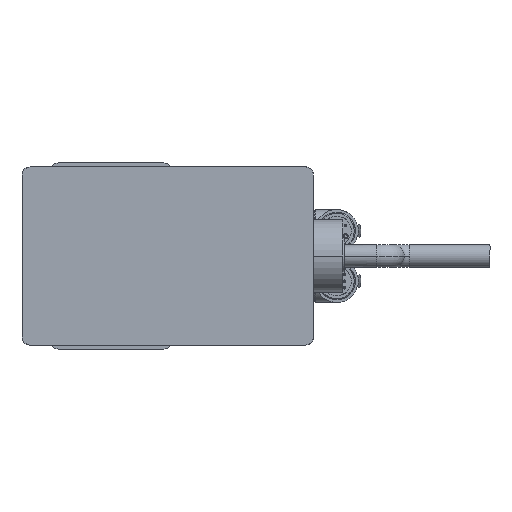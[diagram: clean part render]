
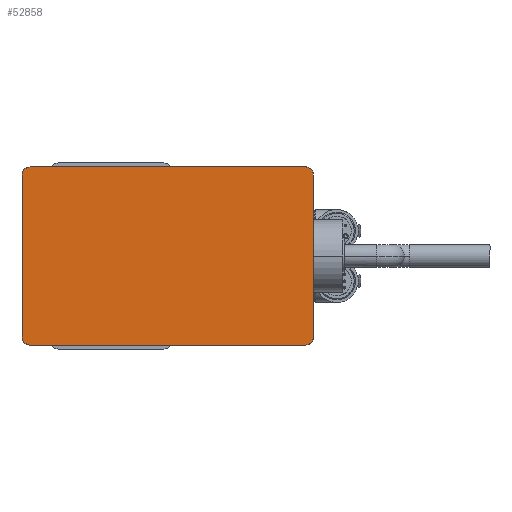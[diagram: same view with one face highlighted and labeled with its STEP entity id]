
A CAD part, front view. The second image highlights one B-rep face of the part: STEP entity #52858.
In plain terms, the highlighted face is planar.
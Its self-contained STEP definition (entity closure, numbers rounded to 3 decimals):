
#105 = DIRECTION ( 'NONE',  ( 0., 1., 0. ) ) ;
#1049 = CARTESIAN_POINT ( 'NONE',  ( 55., 120., -83. ) ) ;
#2453 = EDGE_CURVE ( 'NONE', #20427, #42924, #53760, .T. ) ;
#3231 = CARTESIAN_POINT ( 'NONE',  ( 55., -50., -83. ) ) ;
#3559 = CARTESIAN_POINT ( 'NONE',  ( -50., 120., -83. ) ) ;
#5630 = LINE ( 'NONE', #59040, #28696 ) ;
#7910 = DIRECTION ( 'NONE',  ( -1., 0., 0. ) ) ;
#9060 = DIRECTION ( 'NONE',  ( -1., 0., 0. ) ) ;
#9196 = CARTESIAN_POINT ( 'NONE',  ( -50., 125., -83. ) ) ;
#9610 = EDGE_CURVE ( 'NONE', #37575, #34131, #9665, .T. ) ;
#9665 = CIRCLE ( 'NONE', #33486, 5. ) ;
#11365 = ORIENTED_EDGE ( 'NONE', *, *, #9610, .T. ) ;
#12571 = DIRECTION ( 'NONE',  ( -1., 0., 0. ) ) ;
#14534 = DIRECTION ( 'NONE',  ( 0., 0., -1. ) ) ;
#15742 = CARTESIAN_POINT ( 'NONE',  ( -50., -50., -83. ) ) ;
#15932 = AXIS2_PLACEMENT_3D ( 'NONE', #23983, #28520, #33043 ) ;
#16478 = VERTEX_POINT ( 'NONE', #42837 ) ;
#16596 = ORIENTED_EDGE ( 'NONE', *, *, #34781, .T. ) ;
#17012 = FACE_OUTER_BOUND ( 'NONE', #44280, .T. ) ;
#17066 = AXIS2_PLACEMENT_3D ( 'NONE', #56469, #23120, #7910 ) ;
#18628 = AXIS2_PLACEMENT_3D ( 'NONE', #3559, #14534, #9060 ) ;
#20427 = VERTEX_POINT ( 'NONE', #54088 ) ;
#23120 = DIRECTION ( 'NONE',  ( 0., 0., -1. ) ) ;
#23260 = VECTOR ( 'NONE', #25363, 1000. ) ;
#23983 = CARTESIAN_POINT ( 'NONE',  ( 50., 120., -83. ) ) ;
#24304 = LINE ( 'NONE', #28537, #57352 ) ;
#25257 = ORIENTED_EDGE ( 'NONE', *, *, #53206, .T. ) ;
#25363 = DIRECTION ( 'NONE',  ( 0., -1., 0. ) ) ;
#28520 = DIRECTION ( 'NONE',  ( 0., 0., -1. ) ) ;
#28537 = CARTESIAN_POINT ( 'NONE',  ( 50., -55., -83. ) ) ;
#28696 = VECTOR ( 'NONE', #105, 1000. ) ;
#28949 = DIRECTION ( 'NONE',  ( 1., 0., 0. ) ) ;
#29519 = CARTESIAN_POINT ( 'NONE',  ( 50., 125., -83. ) ) ;
#29869 = CARTESIAN_POINT ( 'NONE',  ( -50., -55., -83. ) ) ;
#30213 = CARTESIAN_POINT ( 'NONE',  ( -55., -50., -83. ) ) ;
#30312 = DIRECTION ( 'NONE',  ( 0., 0., -1. ) ) ;
#31399 = VERTEX_POINT ( 'NONE', #3231 ) ;
#31686 = ORIENTED_EDGE ( 'NONE', *, *, #62381, .T. ) ;
#32221 = ORIENTED_EDGE ( 'NONE', *, *, #41862, .T. ) ;
#33043 = DIRECTION ( 'NONE',  ( -1., 0., 0. ) ) ;
#33486 = AXIS2_PLACEMENT_3D ( 'NONE', #47199, #42673, #12571 ) ;
#33757 = ORIENTED_EDGE ( 'NONE', *, *, #34240, .T. ) ;
#34058 = EDGE_CURVE ( 'NONE', #16478, #31399, #40866, .T. ) ;
#34131 = VERTEX_POINT ( 'NONE', #30213 ) ;
#34240 = EDGE_CURVE ( 'NONE', #48409, #37575, #24304, .T. ) ;
#34781 = EDGE_CURVE ( 'NONE', #31399, #48409, #54295, .T. ) ;
#37238 = ORIENTED_EDGE ( 'NONE', *, *, #34058, .T. ) ;
#37575 = VERTEX_POINT ( 'NONE', #29869 ) ;
#38356 = VECTOR ( 'NONE', #28949, 1000. ) ;
#40401 = AXIS2_PLACEMENT_3D ( 'NONE', #15742, #30312, #41281 ) ;
#40866 = LINE ( 'NONE', #1049, #23260 ) ;
#41281 = DIRECTION ( 'NONE',  ( -1., 0., 0. ) ) ;
#41862 = EDGE_CURVE ( 'NONE', #34131, #20427, #5630, .T. ) ;
#42673 = DIRECTION ( 'NONE',  ( 0., 0., -1. ) ) ;
#42837 = CARTESIAN_POINT ( 'NONE',  ( 55., 120., -83. ) ) ;
#42924 = VERTEX_POINT ( 'NONE', #46059 ) ;
#43089 = DIRECTION ( 'NONE',  ( -1., 0., 0. ) ) ;
#43132 = VERTEX_POINT ( 'NONE', #29519 ) ;
#44280 = EDGE_LOOP ( 'NONE', ( #11365, #32221, #44650, #25257, #31686, #37238, #16596, #33757 ) ) ;
#44650 = ORIENTED_EDGE ( 'NONE', *, *, #2453, .T. ) ;
#46059 = CARTESIAN_POINT ( 'NONE',  ( -50., 125., -83. ) ) ;
#47199 = CARTESIAN_POINT ( 'NONE',  ( -50., -50., -83. ) ) ;
#48409 = VERTEX_POINT ( 'NONE', #57386 ) ;
#52858 = ADVANCED_FACE ( 'NONE', ( #17012 ), #55222, .T. ) ;
#53110 = CIRCLE ( 'NONE', #15932, 5. ) ;
#53206 = EDGE_CURVE ( 'NONE', #42924, #43132, #58409, .T. ) ;
#53760 = CIRCLE ( 'NONE', #18628, 5. ) ;
#54088 = CARTESIAN_POINT ( 'NONE',  ( -55., 120., -83. ) ) ;
#54295 = CIRCLE ( 'NONE', #17066, 5. ) ;
#55222 = PLANE ( 'NONE',  #40401 ) ;
#56469 = CARTESIAN_POINT ( 'NONE',  ( 50., -50., -83. ) ) ;
#57352 = VECTOR ( 'NONE', #43089, 1000. ) ;
#57386 = CARTESIAN_POINT ( 'NONE',  ( 50., -55., -83. ) ) ;
#58409 = LINE ( 'NONE', #9196, #38356 ) ;
#59040 = CARTESIAN_POINT ( 'NONE',  ( -55., -50., -83. ) ) ;
#62381 = EDGE_CURVE ( 'NONE', #43132, #16478, #53110, .T. ) ;
